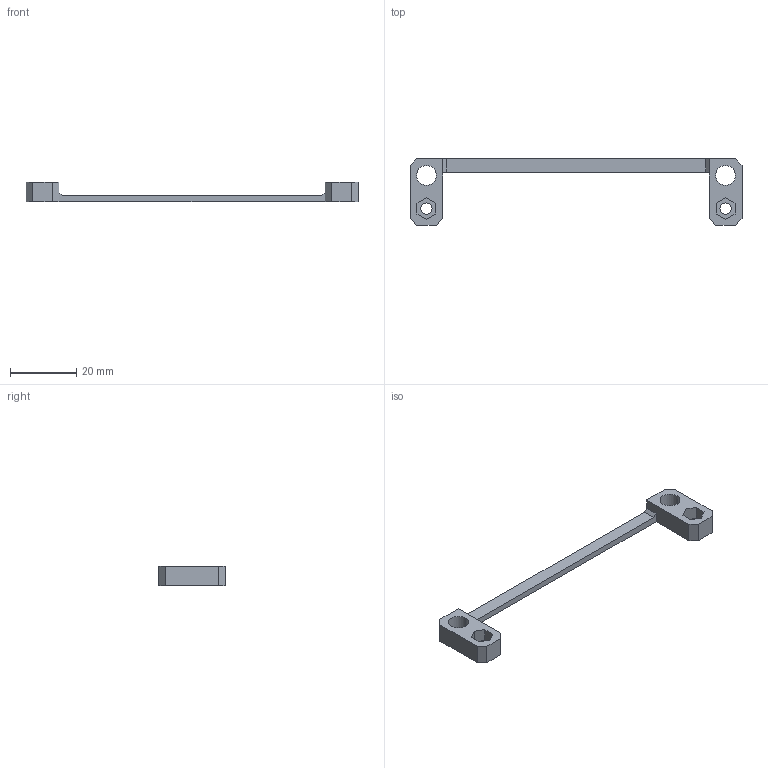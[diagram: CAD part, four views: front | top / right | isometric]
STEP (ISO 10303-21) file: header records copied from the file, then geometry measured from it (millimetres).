
FILE_DESCRIPTION (( 'STEP AP203' ), '1' );
FILE_NAME ('TR_electronics_cooling_part_b_v1_0.STEP', '2018-05-17T18:50:06', ( '' ), ( '' ), 'SwSTEP 2.0', 'SolidWorks 2017', '' );
FILE_SCHEMA (( 'CONFIG_CONTROL_DESIGN' ));
Length unit declared in the file: millimetre
Products named in the file (1): TR_electronics_cooling_part_b_v1_0
Bounding box: 100 x 20 x 6 mm (x, y, z)
Volume: 2348.9 mm3; surface area: 2664.6 mm2
Topology: 1 solids, 1 shells, 42 faces, 114 edges, 76 vertices
Faces by surface type: plane 34, cylinder 8
Entity records: 1407 total; most frequent: CARTESIAN_POINT 233, ORIENTED_EDGE 228, DIRECTION 216, EDGE_CURVE 114, VECTOR 98, LINE 98, VERTEX_POINT 76, AXIS2_PLACEMENT_3D 59
